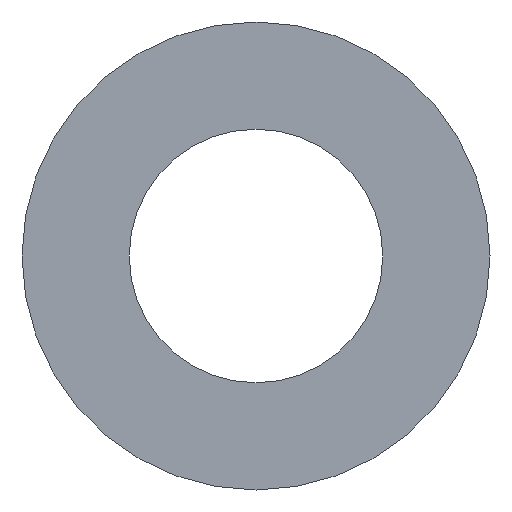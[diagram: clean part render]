
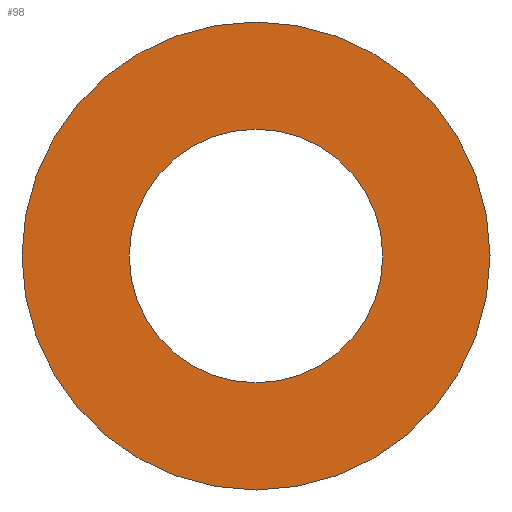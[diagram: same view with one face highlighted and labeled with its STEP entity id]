
A CAD part, left-side view. The second image highlights one B-rep face of the part: STEP entity #98.
In plain terms, the highlighted planar face has unit normal (-1, 0, 0).
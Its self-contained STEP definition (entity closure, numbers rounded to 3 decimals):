
#98 = ADVANCED_FACE( '', ( #208, #209 ), #210, .T. );
#208 = FACE_BOUND( '', #325, .T. );
#209 = FACE_OUTER_BOUND( '', #326, .T. );
#210 = PLANE( '', #327 );
#325 = EDGE_LOOP( '', ( #549 ) );
#326 = EDGE_LOOP( '', ( #550 ) );
#327 = AXIS2_PLACEMENT_3D( '', #551, #552, #553 );
#549 = ORIENTED_EDGE( '', *, *, #761, .T. );
#550 = ORIENTED_EDGE( '', *, *, #748, .F. );
#551 = CARTESIAN_POINT( '', ( 0., 12., 0. ) );
#552 = DIRECTION( '', ( -1., 0., 0. ) );
#553 = DIRECTION( '', ( 0., -1., 0. ) );
#748 = EDGE_CURVE( '', #912, #912, #913, .T. );
#761 = EDGE_CURVE( '', #930, #930, #931, .T. );
#912 = VERTEX_POINT( '', #1137 );
#913 = CIRCLE( '', #1138, 12. );
#930 = VERTEX_POINT( '', #1162 );
#931 = CIRCLE( '', #1163, 6.5 );
#1137 = CARTESIAN_POINT( '', ( 0., 12., 0. ) );
#1138 = AXIS2_PLACEMENT_3D( '', #1271, #1272, #1273 );
#1162 = CARTESIAN_POINT( '', ( 0., 6.5, 0. ) );
#1163 = AXIS2_PLACEMENT_3D( '', #1290, #1291, #1292 );
#1271 = CARTESIAN_POINT( '', ( 0., 0., 0. ) );
#1272 = DIRECTION( '', ( 1., 0., 0. ) );
#1273 = DIRECTION( '', ( 0., 1., 0. ) );
#1290 = CARTESIAN_POINT( '', ( 0., 0., 0. ) );
#1291 = DIRECTION( '', ( 1., 0., 0. ) );
#1292 = DIRECTION( '', ( 0., 1., 0. ) );
